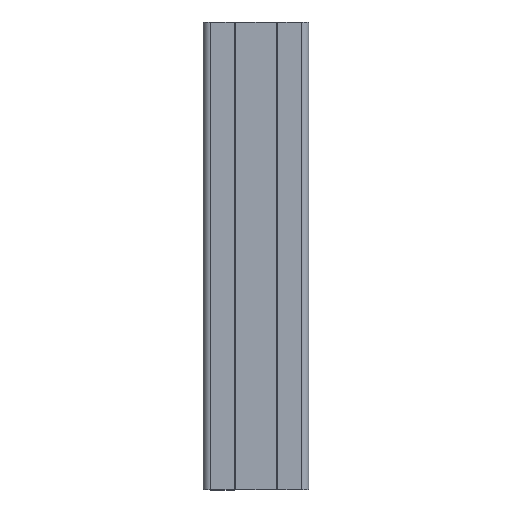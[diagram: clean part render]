
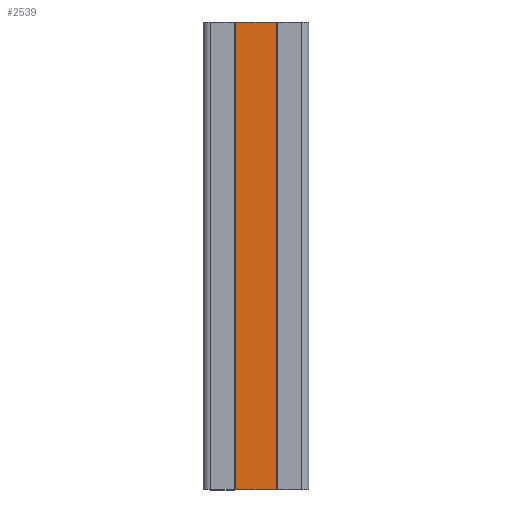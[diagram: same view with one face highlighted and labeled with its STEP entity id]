
A CAD part, top view. The second image highlights one B-rep face of the part: STEP entity #2539.
In plain terms, the highlighted planar face has unit normal (0, 0, 1).
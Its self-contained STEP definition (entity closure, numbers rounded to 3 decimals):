
#54=PLANE('',#2801);
#175=FACE_OUTER_BOUND('',#305,.T.);
#305=EDGE_LOOP('',(#2003,#2004,#2005,#2006));
#511=LINE('',#4255,#747);
#512=LINE('',#4259,#748);
#513=LINE('',#4261,#749);
#514=LINE('',#4262,#750);
#747=VECTOR('',#3487,200.);
#748=VECTOR('',#3492,17.5);
#749=VECTOR('',#3493,200.);
#750=VECTOR('',#3494,17.5);
#1159=VERTEX_POINT('',#4252);
#1160=VERTEX_POINT('',#4254);
#1161=VERTEX_POINT('',#4258);
#1162=VERTEX_POINT('',#4260);
#1516=EDGE_CURVE('',#1159,#1160,#511,.T.);
#1518=EDGE_CURVE('',#1159,#1161,#512,.T.);
#1519=EDGE_CURVE('',#1161,#1162,#513,.T.);
#1520=EDGE_CURVE('',#1160,#1162,#514,.T.);
#2003=ORIENTED_EDGE('',*,*,#1518,.T.);
#2004=ORIENTED_EDGE('',*,*,#1519,.T.);
#2005=ORIENTED_EDGE('',*,*,#1520,.F.);
#2006=ORIENTED_EDGE('',*,*,#1516,.F.);
#2539=ADVANCED_FACE('',(#175),#54,.T.);
#2801=AXIS2_PLACEMENT_3D('',#4257,#3490,#3491);
#3487=DIRECTION('',(0.,-1.,0.));
#3490=DIRECTION('center_axis',(0.,0.,1.));
#3491=DIRECTION('ref_axis',(1.,0.,0.));
#3492=DIRECTION('',(-1.,0.,0.));
#3493=DIRECTION('',(0.,-1.,0.));
#3494=DIRECTION('',(-1.,0.,0.));
#4252=CARTESIAN_POINT('',(8.75,200.,10.75));
#4254=CARTESIAN_POINT('',(8.75,0.,10.75));
#4255=CARTESIAN_POINT('',(8.75,0.,10.75));
#4257=CARTESIAN_POINT('Origin',(-8.75,0.,10.75));
#4258=CARTESIAN_POINT('',(-8.75,200.,10.75));
#4259=CARTESIAN_POINT('',(-4.375,200.,10.75));
#4260=CARTESIAN_POINT('',(-8.75,0.,10.75));
#4261=CARTESIAN_POINT('',(-8.75,0.,10.75));
#4262=CARTESIAN_POINT('',(-4.375,0.,10.75));
